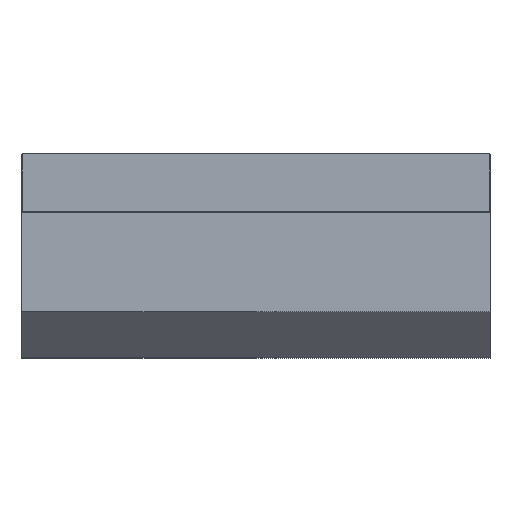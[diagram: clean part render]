
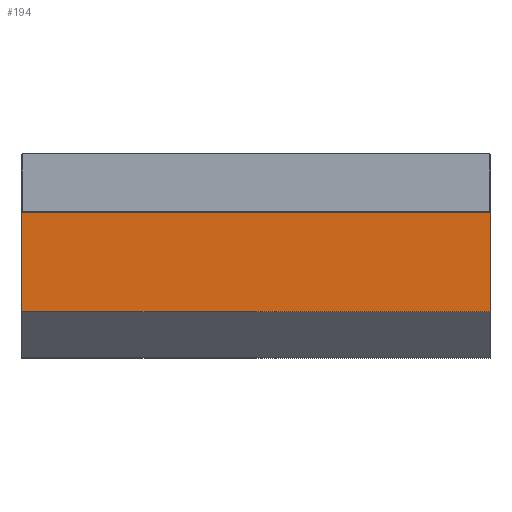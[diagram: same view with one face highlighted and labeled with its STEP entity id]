
A CAD part, top view. The second image highlights one B-rep face of the part: STEP entity #194.
In plain terms, the highlighted planar face has unit normal (0, 0, 1).
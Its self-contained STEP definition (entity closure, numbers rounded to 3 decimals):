
#38=VERTEX_POINT('',#39);
#39=CARTESIAN_POINT('',(-2.585,-0.295,12.875));
#44=EDGE_CURVE('',#38,#45,#47,.T.);
#45=VERTEX_POINT('',#46);
#46=CARTESIAN_POINT('',(-2.585,3.15,12.875));
#47=LINE('',#39,#48);
#48=VECTOR('',#49,1.);
#49=DIRECTION('',(0.,1.,0.));
#64=DIRECTION('',(1.,0.,0.));
#74=VECTOR('',#64,1.);
#182=VERTEX_POINT('',#183);
#183=CARTESIAN_POINT('',(7.665,-0.295,12.875));
#188=EDGE_CURVE('',#38,#182,#189,.T.);
#189=LINE('',#39,#74);
#194=ADVANCED_FACE('',(#195),#233,.T.);
#195=FACE_BOUND('',#196,.T.);
#196=EDGE_LOOP('',(#197,#198,#199,#204,#209,#217,#223,#231));
#197=ORIENTED_EDGE('',*,*,#44,.F.);
#198=ORIENTED_EDGE('',*,*,#188,.T.);
#199=ORIENTED_EDGE('',*,*,#200,.T.);
#200=EDGE_CURVE('',#182,#201,#203,.T.);
#201=VERTEX_POINT('',#202);
#202=CARTESIAN_POINT('',(7.665,3.15,12.875));
#203=LINE('',#183,#48);
#204=ORIENTED_EDGE('',*,*,#205,.F.);
#205=EDGE_CURVE('',#206,#201,#208,.T.);
#206=VERTEX_POINT('',#207);
#207=CARTESIAN_POINT('',(7.655,3.15,12.875));
#208=LINE('',#46,#74);
#209=ORIENTED_EDGE('',*,*,#210,.F.);
#210=EDGE_CURVE('',#211,#206,#213,.T.);
#211=VERTEX_POINT('',#212);
#212=CARTESIAN_POINT('',(7.655,1.89,12.875));
#213=LINE('',#214,#215);
#214=CARTESIAN_POINT('',(7.655,1.433,12.875));
#215=VECTOR('',#216,1.);
#216=DIRECTION('',(0.,1.,0.));
#217=ORIENTED_EDGE('',*,*,#218,.F.);
#218=EDGE_CURVE('',#219,#211,#221,.T.);
#219=VERTEX_POINT('',#220);
#220=CARTESIAN_POINT('',(-2.575,1.89,12.875));
#221=LINE('',#222,#74);
#222=CARTESIAN_POINT('',(2.535,1.89,12.875));
#223=ORIENTED_EDGE('',*,*,#224,.F.);
#224=EDGE_CURVE('',#225,#219,#227,.T.);
#225=VERTEX_POINT('',#226);
#226=CARTESIAN_POINT('',(-2.575,3.15,12.875));
#227=LINE('',#228,#229);
#228=CARTESIAN_POINT('',(-2.575,0.798,12.875));
#229=VECTOR('',#230,1.);
#230=DIRECTION('',(0.,-1.,0.));
#231=ORIENTED_EDGE('',*,*,#232,.F.);
#232=EDGE_CURVE('',#45,#225,#208,.T.);
#233=PLANE('',#234);
#234=AXIS2_PLACEMENT_3D('',#39,#235,#49);
#235=DIRECTION('',(0.,0.,1.));
